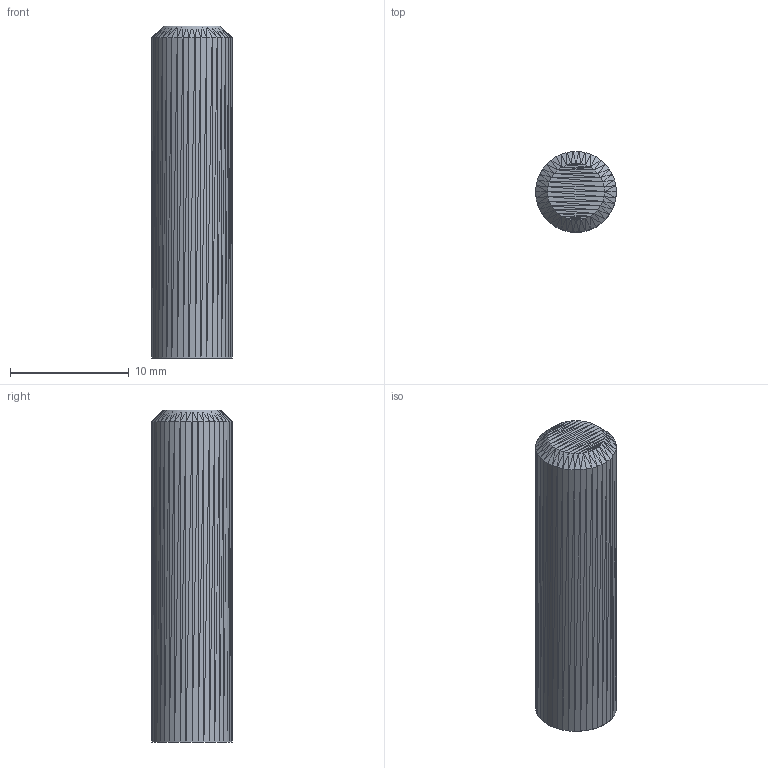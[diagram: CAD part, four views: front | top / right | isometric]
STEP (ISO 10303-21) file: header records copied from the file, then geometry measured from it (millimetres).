
FILE_DESCRIPTION((''),'2;1');
FILE_NAME('Arm Axle 2', '2026-01-31T14:29:20', (''), (''), 'ImageToStl.com STEP Converter','', '');
FILE_SCHEMA(('AUTOMOTIVE_DESIGN_CC2'));
Length unit declared in the file: metre
Products named in the file (1): product0
Bounding box: 6.8 x 6.78 x 28 mm (x, y, z)
Surface area: 656.2 mm2 (no closed solid volume)
Topology: 0 solids, 236 shells, 236 faces, 708 edges, 120 vertices
Faces by surface type: plane 236
Entity records: 5460 total; most frequent: DIRECTION 1182, ORIENTED_EDGE 708, EDGE_CURVE 708, LINE 708, VECTOR 708, AXIS2_PLACEMENT_3D 237, FACE_SURFACE 236, PLANE 236
